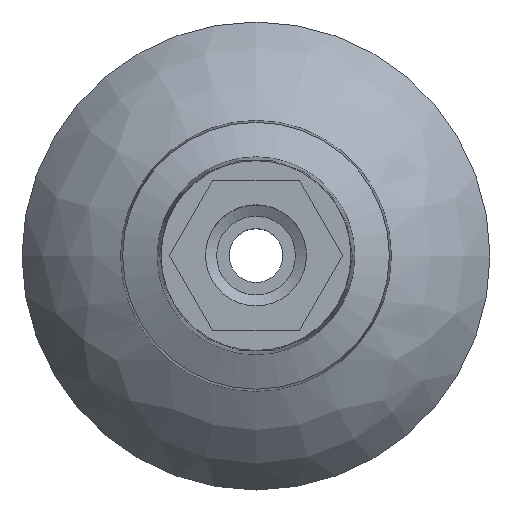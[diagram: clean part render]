
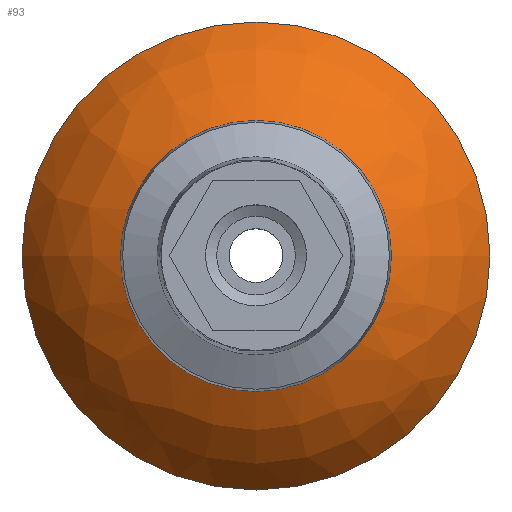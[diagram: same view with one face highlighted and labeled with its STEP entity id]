
A CAD part, top view. The second image highlights one B-rep face of the part: STEP entity #93.
In plain terms, the highlighted free-form (B-spline) face has degree [3, 3] with [4, 7] control points.
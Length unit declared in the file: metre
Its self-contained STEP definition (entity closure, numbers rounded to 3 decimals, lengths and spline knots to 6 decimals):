
#93 = ADVANCED_FACE( 'NONE', ( #211, #212 ), #213, .T. );
#211 = FACE_OUTER_BOUND( '', #358, .T. );
#212 = FACE_OUTER_BOUND( '', #359, .T. );
#213 = ( BOUNDED_SURFACE(  )B_SPLINE_SURFACE( 3, 3, ( ( #362, #363, #364, #365, #366, #367, #368 ), ( #369, #370, #371, #372, #373, #374, #375 ), ( #376, #377, #378, #379, #380, #381, #382 ), ( #383, #384, #385, #386, #387, #388, #389 ) ), .UNSPECIFIED., .F., .T., .F. )B_SPLINE_SURFACE_WITH_KNOTS( ( 4, 4 ), ( 4, 3, 4 ), ( 0., 6.283185 ), ( -1.134316, -0.825873, -0.51743 ), .UNSPECIFIED. )GEOMETRIC_REPRESENTATION_ITEM(  )RATIONAL_B_SPLINE_SURFACE( ( ( 1., 0.333, 0.333, 1., 0.333, 0.333, 1. ), ( 0.969, 0.323, 0.323, 0.969, 0.323, 0.323, 0.969 ), ( 0.969, 0.323, 0.323, 0.969, 0.323, 0.323, 0.969 ), ( 1., 0.333, 0.333, 1., 0.333, 0.333, 1. ) ) )REPRESENTATION_ITEM( '' )SURFACE(  ) );
#358 = EDGE_LOOP( '', ( #624 ) );
#359 = EDGE_LOOP( '', ( #625 ) );
#362 = CARTESIAN_POINT( '', ( -0.0265, 0., -0.0253 ) );
#363 = CARTESIAN_POINT( '', ( -0.0265, 0.053, -0.0253 ) );
#364 = CARTESIAN_POINT( '', ( 0.0265, 0.053, -0.0253 ) );
#365 = CARTESIAN_POINT( '', ( 0.0265, 0., -0.0253 ) );
#366 = CARTESIAN_POINT( '', ( 0.0265, -0.053, -0.0253 ) );
#367 = CARTESIAN_POINT( '', ( -0.0265, -0.053, -0.0253 ) );
#368 = CARTESIAN_POINT( '', ( -0.0265, 0., -0.0253 ) );
#369 = CARTESIAN_POINT( '', ( -0.023916, 0., -0.02076 ) );
#370 = CARTESIAN_POINT( '', ( -0.023916, 0.047832, -0.02076 ) );
#371 = CARTESIAN_POINT( '', ( 0.023916, 0.047832, -0.02076 ) );
#372 = CARTESIAN_POINT( '', ( 0.023916, 0., -0.02076 ) );
#373 = CARTESIAN_POINT( '', ( 0.023916, -0.047832, -0.02076 ) );
#374 = CARTESIAN_POINT( '', ( -0.023916, -0.047832, -0.02076 ) );
#375 = CARTESIAN_POINT( '', ( -0.023916, 0., -0.02076 ) );
#376 = CARTESIAN_POINT( '', ( -0.020076, 0., -0.017219 ) );
#377 = CARTESIAN_POINT( '', ( -0.020076, 0.040151, -0.017219 ) );
#378 = CARTESIAN_POINT( '', ( 0.020076, 0.040151, -0.017219 ) );
#379 = CARTESIAN_POINT( '', ( 0.020076, 0., -0.017219 ) );
#380 = CARTESIAN_POINT( '', ( 0.020076, -0.040151, -0.017219 ) );
#381 = CARTESIAN_POINT( '', ( -0.020076, -0.040151, -0.017219 ) );
#382 = CARTESIAN_POINT( '', ( -0.020076, 0., -0.017219 ) );
#383 = CARTESIAN_POINT( '', ( -0.015341, 0., -0.01501 ) );
#384 = CARTESIAN_POINT( '', ( -0.015341, 0.030683, -0.01501 ) );
#385 = CARTESIAN_POINT( '', ( 0.015341, 0.030683, -0.01501 ) );
#386 = CARTESIAN_POINT( '', ( 0.015341, 0., -0.01501 ) );
#387 = CARTESIAN_POINT( '', ( 0.015341, -0.030683, -0.01501 ) );
#388 = CARTESIAN_POINT( '', ( -0.015341, -0.030683, -0.01501 ) );
#389 = CARTESIAN_POINT( '', ( -0.015341, 0., -0.01501 ) );
#624 = ORIENTED_EDGE( '', *, *, #909, .F. );
#625 = ORIENTED_EDGE( '', *, *, #865, .T. );
#865 = EDGE_CURVE( 'NONE', #1003, #1003, #1004, .T. );
#909 = EDGE_CURVE( 'NONE', #1076, #1076, #1077, .T. );
#1003 = VERTEX_POINT( '', #1202 );
#1004 = CIRCLE( '', #1203, 0.015341 );
#1076 = VERTEX_POINT( '', #1299 );
#1077 = CIRCLE( '', #1300, 0.0265 );
#1202 = CARTESIAN_POINT( '', ( -0.015341, 0., -0.01501 ) );
#1203 = AXIS2_PLACEMENT_3D( '', #1435, #1436, #1437 );
#1299 = CARTESIAN_POINT( '', ( -0.0265, 0., -0.0253 ) );
#1300 = AXIS2_PLACEMENT_3D( '', #1486, #1487, #1488 );
#1435 = CARTESIAN_POINT( '', ( 0., 0., -0.01501 ) );
#1436 = DIRECTION( '', ( 0., 0., -1. ) );
#1437 = DIRECTION( '', ( -1., 0., 0. ) );
#1486 = CARTESIAN_POINT( '', ( 0., 0., -0.0253 ) );
#1487 = DIRECTION( '', ( 0., 0., -1. ) );
#1488 = DIRECTION( '', ( -1., 0., 0. ) );
